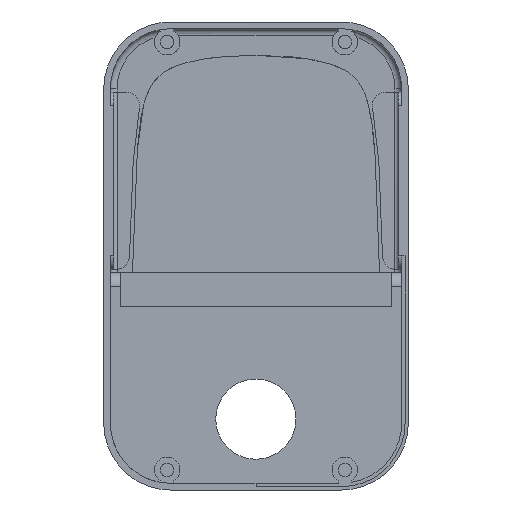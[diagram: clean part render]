
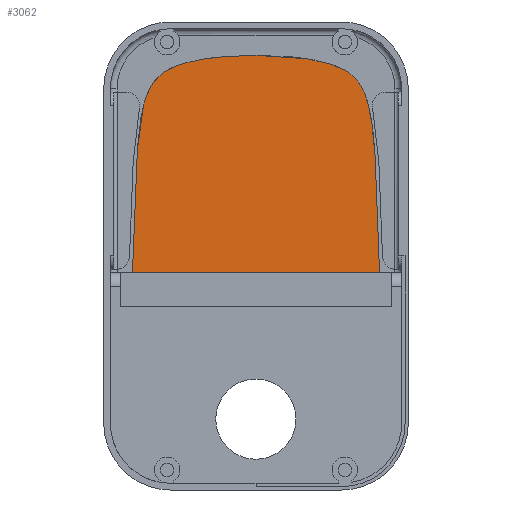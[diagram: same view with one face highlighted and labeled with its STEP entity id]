
A CAD part, front view. The second image highlights one B-rep face of the part: STEP entity #3062.
In plain terms, the highlighted planar face has unit normal (0, -1, 0).
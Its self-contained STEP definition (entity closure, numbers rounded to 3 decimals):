
#75=B_SPLINE_CURVE_WITH_KNOTS('',3,(#5272,#5273,#5274,#5275,#5276,#5277,
#5278,#5279,#5280,#5281,#5282,#5283,#5284,#5285),.UNSPECIFIED.,.F.,.F.,
(4,2,2,2,2,2,4),(0.,3.009,6.321,9.706,12.982,
17.984,24.713),.UNSPECIFIED.);
#76=B_SPLINE_CURVE_WITH_KNOTS('',3,(#5324,#5325,#5326,#5327,#5328,#5329,
#5330,#5331,#5332,#5333,#5334,#5335),.UNSPECIFIED.,.F.,.F.,(4,2,2,2,2,4),
(0.198,8.793,14.378,18.049,21.326,
33.301),.UNSPECIFIED.);
#165=PLANE('',#3331);
#294=FACE_OUTER_BOUND('',#472,.T.);
#472=EDGE_LOOP('',(#2524,#2525,#2526));
#694=LINE('',#4893,#956);
#956=VECTOR('',#3862,10.);
#1389=VERTEX_POINT('',#4887);
#1390=VERTEX_POINT('',#4892);
#1422=VERTEX_POINT('',#5270);
#1752=EDGE_CURVE('',#1390,#1389,#694,.T.);
#1820=EDGE_CURVE('',#1389,#1422,#75,.F.);
#1821=EDGE_CURVE('',#1422,#1390,#76,.F.);
#2524=ORIENTED_EDGE('',*,*,#1821,.T.);
#2525=ORIENTED_EDGE('',*,*,#1752,.T.);
#2526=ORIENTED_EDGE('',*,*,#1820,.T.);
#3062=ADVANCED_FACE('',(#294),#165,.F.);
#3331=AXIS2_PLACEMENT_3D('',#5336,#3989,#3990);
#3862=DIRECTION('',(1.,0.,0.));
#3989=DIRECTION('center_axis',(0.,1.,0.));
#3990=DIRECTION('ref_axis',(-1.,0.,0.));
#4887=CARTESIAN_POINT('',(36.954,17.1,-64.988));
#4892=CARTESIAN_POINT('',(-36.954,17.1,-64.988));
#4893=CARTESIAN_POINT('',(0.,17.1,-64.988));
#5270=CARTESIAN_POINT('',(0.,17.1,0.012));
#5272=CARTESIAN_POINT('Ctrl Pts',(0.,17.1,0.012));
#5273=CARTESIAN_POINT('Ctrl Pts',(10.029,17.1,0.012));
#5274=CARTESIAN_POINT('Ctrl Pts',(15.789,17.1,-0.969));
#5275=CARTESIAN_POINT('Ctrl Pts',(22.748,17.1,-2.559));
#5276=CARTESIAN_POINT('Ctrl Pts',(24.98,17.1,-3.534));
#5277=CARTESIAN_POINT('Ctrl Pts',(28.089,17.1,-5.332));
#5278=CARTESIAN_POINT('Ctrl Pts',(29.427,17.1,-6.453));
#5279=CARTESIAN_POINT('Ctrl Pts',(31.606,17.1,-9.296));
#5280=CARTESIAN_POINT('Ctrl Pts',(32.406,17.1,-10.923));
#5281=CARTESIAN_POINT('Ctrl Pts',(34.01,17.1,-15.73));
#5282=CARTESIAN_POINT('Ctrl Pts',(34.691,17.1,-19.582));
#5283=CARTESIAN_POINT('Ctrl Pts',(35.927,17.1,-32.549));
#5284=CARTESIAN_POINT('Ctrl Pts',(36.467,17.1,-44.351));
#5285=CARTESIAN_POINT('Ctrl Pts',(36.954,17.1,-64.988));
#5324=CARTESIAN_POINT('Ctrl Pts',(-36.954,17.1,-64.988));
#5325=CARTESIAN_POINT('Ctrl Pts',(-36.296,17.1,-37.116));
#5326=CARTESIAN_POINT('Ctrl Pts',(-35.535,17.1,-25.797));
#5327=CARTESIAN_POINT('Ctrl Pts',(-33.811,17.1,-14.835));
#5328=CARTESIAN_POINT('Ctrl Pts',(-32.895,17.1,-11.752));
#5329=CARTESIAN_POINT('Ctrl Pts',(-30.627,17.1,-7.833));
#5330=CARTESIAN_POINT('Ctrl Pts',(-29.504,17.1,-6.54));
#5331=CARTESIAN_POINT('Ctrl Pts',(-26.796,17.1,-4.484));
#5332=CARTESIAN_POINT('Ctrl Pts',(-25.218,17.1,-3.637));
#5333=CARTESIAN_POINT('Ctrl Pts',(-15.798,17.1,-0.229));
#5334=CARTESIAN_POINT('Ctrl Pts',(-4.923,17.1,0.012));
#5335=CARTESIAN_POINT('Ctrl Pts',(0.,17.1,0.012));
#5336=CARTESIAN_POINT('Origin',(0.,17.1,-34.488));
